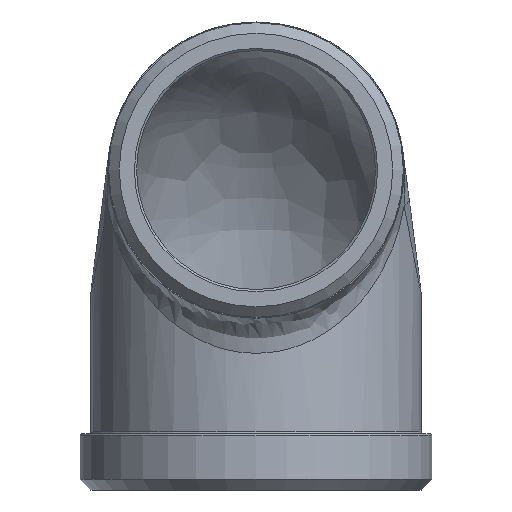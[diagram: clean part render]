
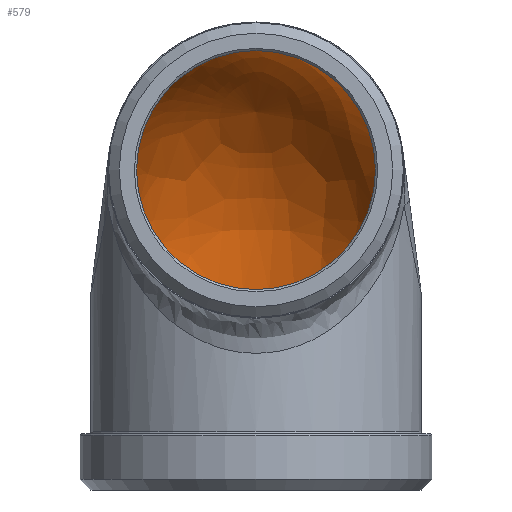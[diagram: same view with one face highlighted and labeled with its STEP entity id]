
A CAD part, left-side view. The second image highlights one B-rep face of the part: STEP entity #579.
In plain terms, the highlighted free-form (B-spline) face has degree [2, 2] with [5, 3] control points.
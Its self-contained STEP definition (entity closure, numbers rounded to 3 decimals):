
#34=(
BOUNDED_SURFACE()
B_SPLINE_SURFACE(2,2,((#2049,#2050,#2051),(#2052,#2053,#2054),(#2055,#2056,
#2057),(#2058,#2059,#2060),(#2061,#2062,#2063)),.UNSPECIFIED.,.F.,.F.,.F.)
B_SPLINE_SURFACE_WITH_KNOTS((3,2,3),(3,3),(-1.482,0.,
1.482),(1.571,3.142),.UNSPECIFIED.)
GEOMETRIC_REPRESENTATION_ITEM()
RATIONAL_B_SPLINE_SURFACE(((1.,0.707,1.),(0.738,
0.522,0.738),(1.,0.707,1.),(0.738,
0.522,0.738),(1.,0.707,1.)))
REPRESENTATION_ITEM('')
SURFACE()
);
#65=B_SPLINE_CURVE_WITH_KNOTS('',3,(#1627,#1628,#1629,#1630,#1631,#1632,
#1633,#1634,#1635),.UNSPECIFIED.,.F.,.F.,(4,1,1,1,1,1,4),(-2.156,
-1.54,-0.924,-0.616,-0.308,
-0.154,0.),.UNSPECIFIED.);
#67=B_SPLINE_CURVE_WITH_KNOTS('',3,(#1690,#1691,#1692,#1693,#1694,#1695,
#1696,#1697,#1698,#1699),.UNSPECIFIED.,.F.,.F.,(4,1,1,1,1,2,4),(-2.385,
-1.908,-1.431,-0.954,-0.477,
0.,0.005),.UNSPECIFIED.);
#69=B_SPLINE_CURVE_WITH_KNOTS('',3,(#1743,#1744,#1745,#1746,#1747,#1748,
#1749,#1750),.UNSPECIFIED.,.F.,.F.,(4,1,1,1,1,4),(-2.156,-2.002,
-1.848,-1.54,-0.924,0.),
 .UNSPECIFIED.);
#73=B_SPLINE_CURVE_WITH_KNOTS('',3,(#1885,#1886,#1887,#1888,#1889,#1890,
#1891,#1892,#1893,#1894,#1895,#1896),.UNSPECIFIED.,.F.,.F.,(4,2,1,1,1,1,
1,1,4),(-2.39,-2.385,-1.908,-1.431,
-1.192,-0.954,-0.715,-0.477,
0.),.UNSPECIFIED.);
#169=FACE_OUTER_BOUND('',#234,.T.);
#234=EDGE_LOOP('',(#520,#521,#522,#523,#524));
#266=CIRCLE('',#647,21.3);
#305=VERTEX_POINT('',#1575);
#307=VERTEX_POINT('',#1616);
#309=VERTEX_POINT('',#1677);
#310=VERTEX_POINT('',#1679);
#312=VERTEX_POINT('',#1733);
#370=EDGE_CURVE('',#307,#305,#65,.T.);
#373=EDGE_CURVE('',#309,#310,#67,.T.);
#376=EDGE_CURVE('',#312,#309,#69,.T.);
#383=EDGE_CURVE('',#310,#307,#73,.T.);
#387=EDGE_CURVE('',#312,#305,#266,.T.);
#520=ORIENTED_EDGE('',*,*,#370,.T.);
#521=ORIENTED_EDGE('',*,*,#387,.F.);
#522=ORIENTED_EDGE('',*,*,#376,.T.);
#523=ORIENTED_EDGE('',*,*,#373,.T.);
#524=ORIENTED_EDGE('',*,*,#383,.T.);
#579=ADVANCED_FACE('',(#169),#34,.T.);
#647=AXIS2_PLACEMENT_3D('',#2048,#781,#782);
#781=DIRECTION('center_axis',(0.,0.,1.));
#782=DIRECTION('ref_axis',(1.,0.,0.));
#1575=CARTESIAN_POINT('',(1.899,21.215,-17.345));
#1616=CARTESIAN_POINT('',(0.613,17.893,4.085));
#1627=CARTESIAN_POINT('Ctrl Pts',(0.613,17.893,4.085));
#1628=CARTESIAN_POINT('Ctrl Pts',(2.228,18.14,2.444));
#1629=CARTESIAN_POINT('Ctrl Pts',(4.893,18.717,-1.381));
#1630=CARTESIAN_POINT('Ctrl Pts',(6.271,19.582,-7.045));
#1631=CARTESIAN_POINT('Ctrl Pts',(5.84,20.294,-11.627));
#1632=CARTESIAN_POINT('Ctrl Pts',(4.822,20.726,-14.354));
#1633=CARTESIAN_POINT('Ctrl Pts',(3.419,21.035,-16.264));
#1634=CARTESIAN_POINT('Ctrl Pts',(2.461,21.165,-17.047));
#1635=CARTESIAN_POINT('Ctrl Pts',(1.899,21.215,-17.345));
#1677=CARTESIAN_POINT('',(0.613,-17.893,4.085));
#1679=CARTESIAN_POINT('',(-14.9,0.,18.855));
#1690=CARTESIAN_POINT('Ctrl Pts',(0.613,-17.893,4.085));
#1691=CARTESIAN_POINT('Ctrl Pts',(-0.638,-17.702,5.356));
#1692=CARTESIAN_POINT('Ctrl Pts',(-3.001,-16.94,8.068));
#1693=CARTESIAN_POINT('Ctrl Pts',(-6.165,-14.414,12.275));
#1694=CARTESIAN_POINT('Ctrl Pts',(-9.133,-10.496,15.882));
#1695=CARTESIAN_POINT('Ctrl Pts',(-12.005,-5.572,18.28));
#1696=CARTESIAN_POINT('Ctrl Pts',(-13.925,-1.877,18.85));
#1697=CARTESIAN_POINT('Ctrl Pts',(-14.881,-0.037,
18.855));
#1698=CARTESIAN_POINT('Ctrl Pts',(-14.891,-0.018,
18.855));
#1699=CARTESIAN_POINT('Ctrl Pts',(-14.9,0.,18.855));
#1733=CARTESIAN_POINT('',(1.899,-21.215,-17.345));
#1743=CARTESIAN_POINT('Ctrl Pts',(1.899,-21.215,-17.345));
#1744=CARTESIAN_POINT('Ctrl Pts',(2.461,-21.165,-17.047));
#1745=CARTESIAN_POINT('Ctrl Pts',(3.418,-21.035,-16.264));
#1746=CARTESIAN_POINT('Ctrl Pts',(4.823,-20.726,-14.355));
#1747=CARTESIAN_POINT('Ctrl Pts',(6.243,-20.121,-10.532));
#1748=CARTESIAN_POINT('Ctrl Pts',(6.014,-19.04,-3.52));
#1749=CARTESIAN_POINT('Ctrl Pts',(3.036,-18.263,1.623));
#1750=CARTESIAN_POINT('Ctrl Pts',(0.613,-17.893,4.085));
#1885=CARTESIAN_POINT('Ctrl Pts',(-14.9,0.,18.855));
#1886=CARTESIAN_POINT('Ctrl Pts',(-14.891,0.018,
18.855));
#1887=CARTESIAN_POINT('Ctrl Pts',(-14.881,0.037,
18.855));
#1888=CARTESIAN_POINT('Ctrl Pts',(-13.925,1.877,18.85));
#1889=CARTESIAN_POINT('Ctrl Pts',(-12.001,5.577,18.277));
#1890=CARTESIAN_POINT('Ctrl Pts',(-9.617,9.668,16.286));
#1891=CARTESIAN_POINT('Ctrl Pts',(-7.644,12.462,14.075));
#1892=CARTESIAN_POINT('Ctrl Pts',(-6.141,14.237,12.198));
#1893=CARTESIAN_POINT('Ctrl Pts',(-4.587,15.675,10.177));
#1894=CARTESIAN_POINT('Ctrl Pts',(-2.407,17.134,7.384));
#1895=CARTESIAN_POINT('Ctrl Pts',(-0.638,17.702,5.356));
#1896=CARTESIAN_POINT('Ctrl Pts',(0.613,17.893,4.085));
#2048=CARTESIAN_POINT('Origin',(0.,0.,-17.345));
#2049=CARTESIAN_POINT('Ctrl Pts',(1.899,21.215,-17.345));
#2050=CARTESIAN_POINT('Ctrl Pts',(1.899,21.215,-0.546));
#2051=CARTESIAN_POINT('Ctrl Pts',(-14.9,21.215,-0.546));
#2052=CARTESIAN_POINT('Ctrl Pts',(21.3,19.478,-17.345));
#2053=CARTESIAN_POINT('Ctrl Pts',(21.3,19.478,18.855));
#2054=CARTESIAN_POINT('Ctrl Pts',(-14.9,19.478,18.855));
#2055=CARTESIAN_POINT('Ctrl Pts',(21.3,0.,-17.345));
#2056=CARTESIAN_POINT('Ctrl Pts',(21.3,0.,
18.855));
#2057=CARTESIAN_POINT('Ctrl Pts',(-14.9,0.,
18.855));
#2058=CARTESIAN_POINT('Ctrl Pts',(21.3,-19.478,-17.345));
#2059=CARTESIAN_POINT('Ctrl Pts',(21.3,-19.478,18.855));
#2060=CARTESIAN_POINT('Ctrl Pts',(-14.9,-19.478,18.855));
#2061=CARTESIAN_POINT('Ctrl Pts',(1.899,-21.215,-17.345));
#2062=CARTESIAN_POINT('Ctrl Pts',(1.899,-21.215,-0.546));
#2063=CARTESIAN_POINT('Ctrl Pts',(-14.9,-21.215,-0.546));
